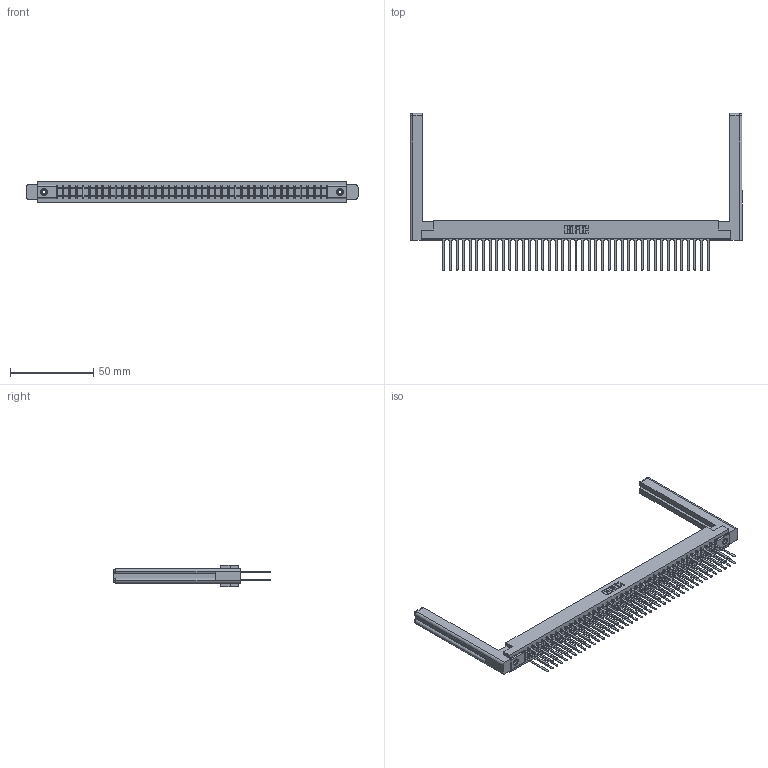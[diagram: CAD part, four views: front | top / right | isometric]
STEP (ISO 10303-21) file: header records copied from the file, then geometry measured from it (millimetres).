
FILE_DESCRIPTION (( 'STEP AP203' ), '1' );
FILE_NAME ('307-082-440-258.STEP', '2020-10-01T10:28:36', ( '' ), ( '' ), 'SwSTEP 2.0', 'SolidWorks 2020', '' );
FILE_SCHEMA (( 'CONFIG_CONTROL_DESIGN' ));
Length unit declared in the file: inch
Products named in the file (5): 345-250-001_345-250-001-102; 307-290-001_540; 307-082-440-258; 307-220-058; 307 Part_.156 Dia Mounting Holes
Assembly tree (87 placements, depth 2):
  307-082-440-258
    307 Part_.156 Dia Mounting Holes
    307-290-001_540  x82
    307-220-058  x2
    345-250-001_345-250-001-102  x2
Bounding box: 199.09 x 94.31 x 12.7 mm (x, y, z)
Volume: 28750.6 mm3; surface area: 34063.1 mm2
Topology: 87 solids, 87 shells, 4074 faces, 11337 edges, 7322 vertices
Faces by surface type: plane 2696, cylinder 1270, sphere 84, torus 12, cone 12
Entity records: 39185 total; most frequent: CARTESIAN_POINT 6428, ORIENTED_EDGE 6312, DIRECTION 6254, EDGE_CURVE 3156, VECTOR 2418, LINE 2418, VERTEX_POINT 2038, AXIS2_PLACEMENT_3D 1918
